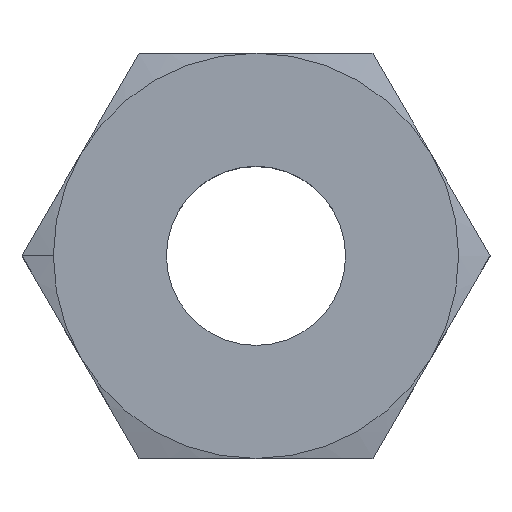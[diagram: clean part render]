
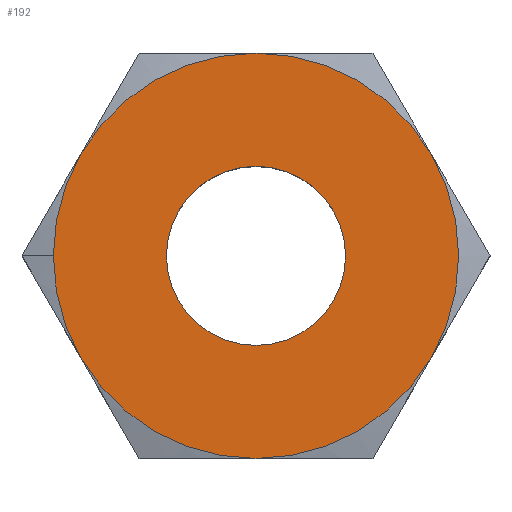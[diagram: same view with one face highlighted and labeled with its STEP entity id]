
A CAD part, top view. The second image highlights one B-rep face of the part: STEP entity #192.
In plain terms, the highlighted planar face has unit normal (0, 0, 1).
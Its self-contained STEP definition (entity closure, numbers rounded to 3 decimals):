
#5 = DIRECTION ( 'NONE',  ( 0., 0., 1. ) ) ;
#13 = DIRECTION ( 'NONE',  ( 0., 0., 1. ) ) ;
#17 = CARTESIAN_POINT ( 'NONE',  ( 0., 0., 0.64 ) ) ;
#24 = CARTESIAN_POINT ( 'NONE',  ( 0., 0., 0.64 ) ) ;
#28 = EDGE_CURVE ( 'NONE', #601, #498, #719, .T. ) ;
#29 = CARTESIAN_POINT ( 'NONE',  ( 0., 0., 0.64 ) ) ;
#30 = VERTEX_POINT ( 'NONE', #180 ) ;
#35 = DIRECTION ( 'NONE',  ( 1., 0., 0. ) ) ;
#39 = DIRECTION ( 'NONE',  ( 0., 0., 1. ) ) ;
#42 = CIRCLE ( 'NONE', #444, 1.448 ) ;
#48 = EDGE_CURVE ( 'NONE', #498, #163, #353, .T. ) ;
#52 = VERTEX_POINT ( 'NONE', #191 ) ;
#57 = CARTESIAN_POINT ( 'NONE',  ( -1.254, 0.724, 0.64 ) ) ;
#73 = CIRCLE ( 'NONE', #371, 0.64 ) ;
#77 = AXIS2_PLACEMENT_3D ( 'NONE', #453, #341, #176 ) ;
#84 = AXIS2_PLACEMENT_3D ( 'NONE', #289, #5, #470 ) ;
#100 = ORIENTED_EDGE ( 'NONE', *, *, #726, .T. ) ;
#114 = DIRECTION ( 'NONE',  ( 0., 0., 1. ) ) ;
#124 = VERTEX_POINT ( 'NONE', #718 ) ;
#149 = DIRECTION ( 'NONE',  ( 1., 0., 0. ) ) ;
#163 = VERTEX_POINT ( 'NONE', #254 ) ;
#165 = EDGE_LOOP ( 'NONE', ( #325, #200 ) ) ;
#176 = DIRECTION ( 'NONE',  ( -1., 0., 0. ) ) ;
#180 = CARTESIAN_POINT ( 'NONE',  ( 1.254, -0.724, 0.64 ) ) ;
#191 = CARTESIAN_POINT ( 'NONE',  ( -0.64, 0., 0.64 ) ) ;
#192 = ADVANCED_FACE ( 'NONE', ( #229, #496 ), #385, .T. ) ;
#200 = ORIENTED_EDGE ( 'NONE', *, *, #374, .F. ) ;
#202 = CIRCLE ( 'NONE', #663, 1.448 ) ;
#208 = DIRECTION ( 'NONE',  ( 0., 0., 1. ) ) ;
#229 = FACE_BOUND ( 'NONE', #165, .T. ) ;
#251 = DIRECTION ( 'NONE',  ( 0., 0., 1. ) ) ;
#254 = CARTESIAN_POINT ( 'NONE',  ( 0., -1.448, 0.64 ) ) ;
#263 = AXIS2_PLACEMENT_3D ( 'NONE', #400, #114, #35 ) ;
#289 = CARTESIAN_POINT ( 'NONE',  ( 0., 0., 0.64 ) ) ;
#292 = DIRECTION ( 'NONE',  ( 1., 0., 0. ) ) ;
#301 = CARTESIAN_POINT ( 'NONE',  ( 0., 0., 0.64 ) ) ;
#304 = CIRCLE ( 'NONE', #77, 1.448 ) ;
#315 = AXIS2_PLACEMENT_3D ( 'NONE', #415, #589, #292 ) ;
#316 = DIRECTION ( 'NONE',  ( 1., 0., 0. ) ) ;
#325 = ORIENTED_EDGE ( 'NONE', *, *, #491, .F. ) ;
#333 = AXIS2_PLACEMENT_3D ( 'NONE', #630, #39, #445 ) ;
#335 = VERTEX_POINT ( 'NONE', #57 ) ;
#341 = DIRECTION ( 'NONE',  ( 0., 0., -1. ) ) ;
#348 = VERTEX_POINT ( 'NONE', #465 ) ;
#353 = CIRCLE ( 'NONE', #84, 1.448 ) ;
#370 = ORIENTED_EDGE ( 'NONE', *, *, #452, .T. ) ;
#371 = AXIS2_PLACEMENT_3D ( 'NONE', #301, #13, #316 ) ;
#374 = EDGE_CURVE ( 'NONE', #52, #348, #73, .T. ) ;
#382 = AXIS2_PLACEMENT_3D ( 'NONE', #24, #435, #494 ) ;
#385 = PLANE ( 'NONE',  #741 ) ;
#400 = CARTESIAN_POINT ( 'NONE',  ( 0., 0., 0.64 ) ) ;
#402 = EDGE_CURVE ( 'NONE', #335, #416, #304, .T. ) ;
#415 = CARTESIAN_POINT ( 'NONE',  ( 0., 0., 0.64 ) ) ;
#416 = VERTEX_POINT ( 'NONE', #561 ) ;
#434 = ORIENTED_EDGE ( 'NONE', *, *, #534, .T. ) ;
#435 = DIRECTION ( 'NONE',  ( 0., 0., 1. ) ) ;
#444 = AXIS2_PLACEMENT_3D ( 'NONE', #495, #251, #553 ) ;
#445 = DIRECTION ( 'NONE',  ( 1., 0., 0. ) ) ;
#452 = EDGE_CURVE ( 'NONE', #163, #30, #738, .T. ) ;
#453 = CARTESIAN_POINT ( 'NONE',  ( 0., 0., 0.64 ) ) ;
#465 = CARTESIAN_POINT ( 'NONE',  ( 0.64, 0., 0.64 ) ) ;
#470 = DIRECTION ( 'NONE',  ( 1., 0., 0. ) ) ;
#471 = CIRCLE ( 'NONE', #382, 1.448 ) ;
#491 = EDGE_CURVE ( 'NONE', #348, #52, #576, .T. ) ;
#494 = DIRECTION ( 'NONE',  ( 1., 0., 0. ) ) ;
#495 = CARTESIAN_POINT ( 'NONE',  ( 0., 0., 0.64 ) ) ;
#496 = FACE_OUTER_BOUND ( 'NONE', #542, .T. ) ;
#498 = VERTEX_POINT ( 'NONE', #745 ) ;
#534 = EDGE_CURVE ( 'NONE', #335, #601, #202, .T. ) ;
#542 = EDGE_LOOP ( 'NONE', ( #100, #723, #593, #434, #602, #759, #370 ) ) ;
#553 = DIRECTION ( 'NONE',  ( 1., 0., 0. ) ) ;
#554 = EDGE_CURVE ( 'NONE', #124, #416, #42, .T. ) ;
#556 = DIRECTION ( 'NONE',  ( 0., 0., 1. ) ) ;
#560 = CARTESIAN_POINT ( 'NONE',  ( -1.448, 0., 0.64 ) ) ;
#561 = CARTESIAN_POINT ( 'NONE',  ( 0., 1.448, 0.64 ) ) ;
#576 = CIRCLE ( 'NONE', #333, 0.64 ) ;
#589 = DIRECTION ( 'NONE',  ( 0., 0., 1. ) ) ;
#593 = ORIENTED_EDGE ( 'NONE', *, *, #402, .F. ) ;
#601 = VERTEX_POINT ( 'NONE', #560 ) ;
#602 = ORIENTED_EDGE ( 'NONE', *, *, #28, .T. ) ;
#622 = DIRECTION ( 'NONE',  ( 1., 0., 0. ) ) ;
#630 = CARTESIAN_POINT ( 'NONE',  ( 0., 0., 0.64 ) ) ;
#663 = AXIS2_PLACEMENT_3D ( 'NONE', #17, #208, #149 ) ;
#718 = CARTESIAN_POINT ( 'NONE',  ( 1.254, 0.724, 0.64 ) ) ;
#719 = CIRCLE ( 'NONE', #315, 1.448 ) ;
#723 = ORIENTED_EDGE ( 'NONE', *, *, #554, .T. ) ;
#726 = EDGE_CURVE ( 'NONE', #30, #124, #471, .T. ) ;
#738 = CIRCLE ( 'NONE', #263, 1.448 ) ;
#741 = AXIS2_PLACEMENT_3D ( 'NONE', #29, #556, #622 ) ;
#745 = CARTESIAN_POINT ( 'NONE',  ( -1.254, -0.724, 0.64 ) ) ;
#759 = ORIENTED_EDGE ( 'NONE', *, *, #48, .T. ) ;
